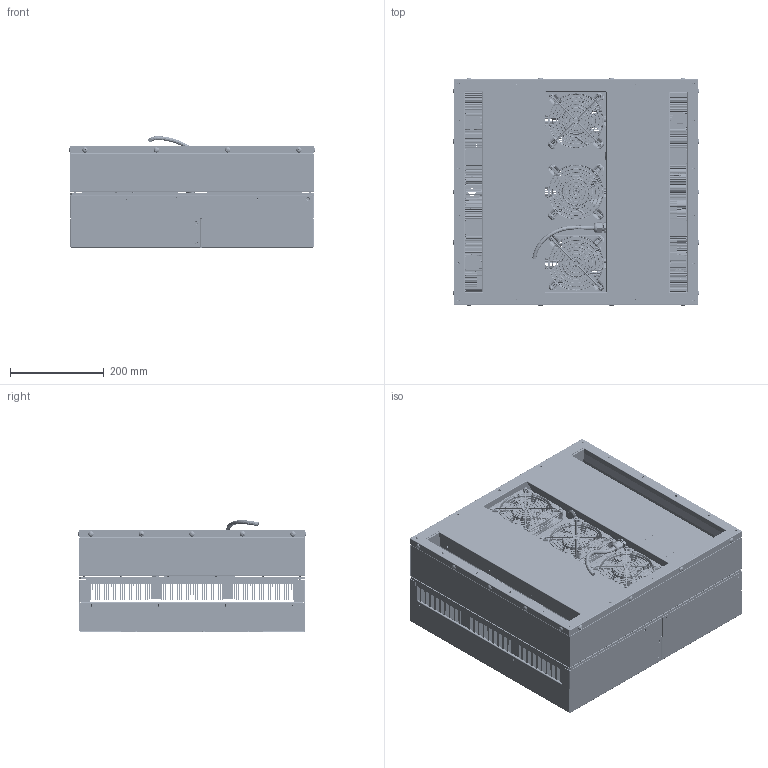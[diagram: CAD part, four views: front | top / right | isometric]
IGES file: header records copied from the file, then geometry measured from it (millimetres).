
Start section: SolidWorks IGES file using analytic representation for surfaces
Global section: file name: FHP-3259.IGS; native system: SolidWorks 2017; preprocessor: SolidWorks 2017; author: Afshin; date: 170914.095712; units: inch
Bounding box: 527.87 x 489.26 x 238.38 mm (x, y, z)
Surface area: 7642878 mm2 (no closed solid volume)
Topology: 0 solids, 0 shells, 8903 faces, 118068 edges, 118033 vertices
Faces by surface type: bspline 5344, revolution 3559
